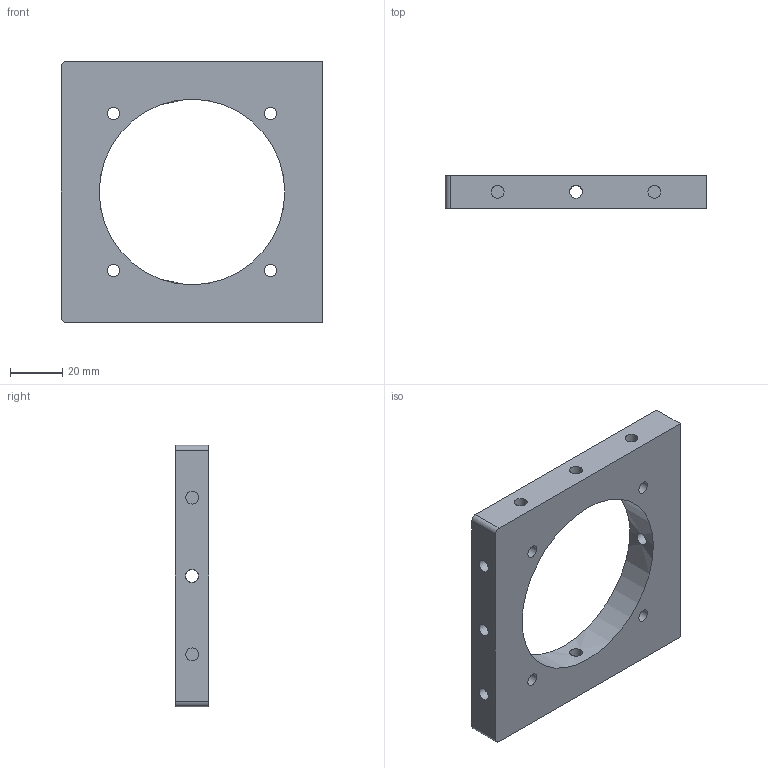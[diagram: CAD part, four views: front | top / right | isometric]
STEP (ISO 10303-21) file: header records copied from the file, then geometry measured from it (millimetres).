
FILE_DESCRIPTION(('FreeCAD Model'),'2;1');
FILE_NAME('Open CASCADE Shape Model','2023-07-05T15:55:10',('Author'),( ''),'Open CASCADE STEP processor 7.6','FreeCAD','Unknown');
FILE_SCHEMA(('AUTOMOTIVE_DESIGN { 1 0 10303 214 1 1 1 1 }'));
Length unit declared in the file: millimetre
Products named in the file (1): Fillet
Bounding box: 100 x 12.7 x 100 mm (x, y, z)
Volume: 72860.6 mm3; surface area: 22817.5 mm2
Topology: 1 solids, 1 shells, 33 faces, 72 edges, 48 vertices
Faces by surface type: cylinder 19, plane 14
Full cylindrical faces by diameter (mm): 4.76 x4, 4.92 x12, 71 x1
Entity records: 2514 total; most frequent: CARTESIAN_POINT 970, DIRECTION 288, ORIENTED_EDGE 144, PCURVE 144, DEFINITIONAL_REPRESENTATION 144, LINE 130, VECTOR 130, EDGE_CURVE 72
